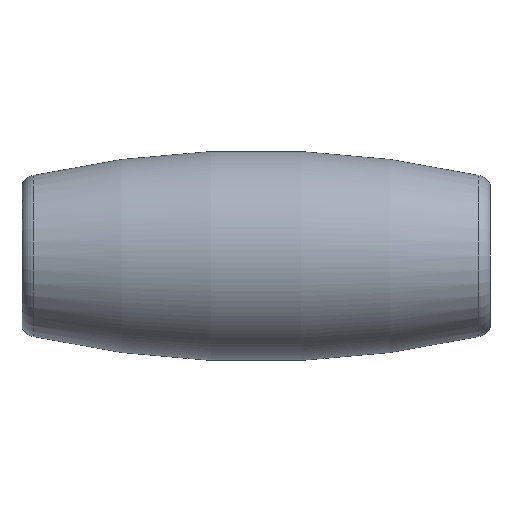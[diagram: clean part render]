
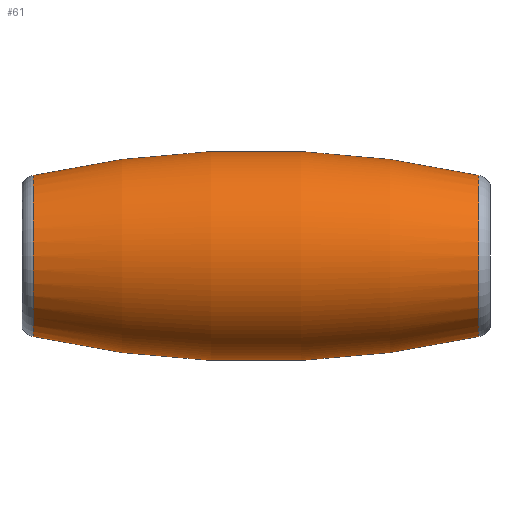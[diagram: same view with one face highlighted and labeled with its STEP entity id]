
A CAD part, front view. The second image highlights one B-rep face of the part: STEP entity #61.
In plain terms, the highlighted toroidal (fillet/blend) face has major radius 68.527 mm and minor radius 76.527 mm.
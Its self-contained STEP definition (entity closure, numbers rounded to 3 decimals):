
#3 = VERTEX_POINT ( 'NONE', #420 ) ;
#11 = ORIENTED_EDGE ( 'NONE', *, *, #472, .F. ) ;
#35 = CARTESIAN_POINT ( 'NONE',  ( 16.891, 0., 0. ) ) ;
#43 = TOROIDAL_SURFACE ( 'NONE', #111, -68.527, 76.527 ) ;
#47 = FACE_OUTER_BOUND ( 'NONE', #66, .T. ) ;
#52 = CARTESIAN_POINT ( 'NONE',  ( -16.891, 0., 0. ) ) ;
#61 = ADVANCED_FACE ( 'NONE', ( #47 ), #43, .T. ) ;
#66 = EDGE_LOOP ( 'NONE', ( #11, #425, #624, #679 ) ) ;
#71 = CIRCLE ( 'NONE', #246, 6.113 ) ;
#111 = AXIS2_PLACEMENT_3D ( 'NONE', #315, #256, #166 ) ;
#124 = CARTESIAN_POINT ( 'NONE',  ( 16.891, 0., 6.113 ) ) ;
#166 = DIRECTION ( 'NONE',  ( 0., 0., 1. ) ) ;
#174 = VERTEX_POINT ( 'NONE', #124 ) ;
#180 = DIRECTION ( 'NONE',  ( 0., 1., 0. ) ) ;
#187 = DIRECTION ( 'NONE',  ( -1., 0., 0. ) ) ;
#197 = CARTESIAN_POINT ( 'NONE',  ( 0., 0., -68.527 ) ) ;
#211 = DIRECTION ( 'NONE',  ( 0., 0., 1. ) ) ;
#217 = VERTEX_POINT ( 'NONE', #696 ) ;
#236 = DIRECTION ( 'NONE',  ( 0., 0., 1. ) ) ;
#246 = AXIS2_PLACEMENT_3D ( 'NONE', #52, #529, #211 ) ;
#252 = EDGE_CURVE ( 'NONE', #3, #174, #460, .T. ) ;
#256 = DIRECTION ( 'NONE',  ( -1., 0., 0. ) ) ;
#263 = DIRECTION ( 'NONE',  ( 0., -1., 0. ) ) ;
#284 = DIRECTION ( 'NONE',  ( 0., 0., 1. ) ) ;
#290 = CIRCLE ( 'NONE', #390, 76.527 ) ;
#315 = CARTESIAN_POINT ( 'NONE',  ( 0., 0., 0. ) ) ;
#390 = AXIS2_PLACEMENT_3D ( 'NONE', #673, #180, #284 ) ;
#420 = CARTESIAN_POINT ( 'NONE',  ( 16.891, 0., -6.113 ) ) ;
#425 = ORIENTED_EDGE ( 'NONE', *, *, #252, .T. ) ;
#439 = DIRECTION ( 'NONE',  ( 0., 0., -1. ) ) ;
#460 = CIRCLE ( 'NONE', #684, 6.113 ) ;
#472 = EDGE_CURVE ( 'NONE', #3, #659, #290, .T. ) ;
#529 = DIRECTION ( 'NONE',  ( -1., 0., 0. ) ) ;
#570 = AXIS2_PLACEMENT_3D ( 'NONE', #197, #263, #439 ) ;
#603 = CARTESIAN_POINT ( 'NONE',  ( -16.891, 0., -6.113 ) ) ;
#605 = CIRCLE ( 'NONE', #570, 76.527 ) ;
#624 = ORIENTED_EDGE ( 'NONE', *, *, #693, .T. ) ;
#659 = VERTEX_POINT ( 'NONE', #603 ) ;
#673 = CARTESIAN_POINT ( 'NONE',  ( 0., 0., 68.527 ) ) ;
#679 = ORIENTED_EDGE ( 'NONE', *, *, #681, .F. ) ;
#681 = EDGE_CURVE ( 'NONE', #659, #217, #71, .T. ) ;
#684 = AXIS2_PLACEMENT_3D ( 'NONE', #35, #187, #236 ) ;
#693 = EDGE_CURVE ( 'NONE', #174, #217, #605, .T. ) ;
#696 = CARTESIAN_POINT ( 'NONE',  ( -16.891, 0., 6.113 ) ) ;
